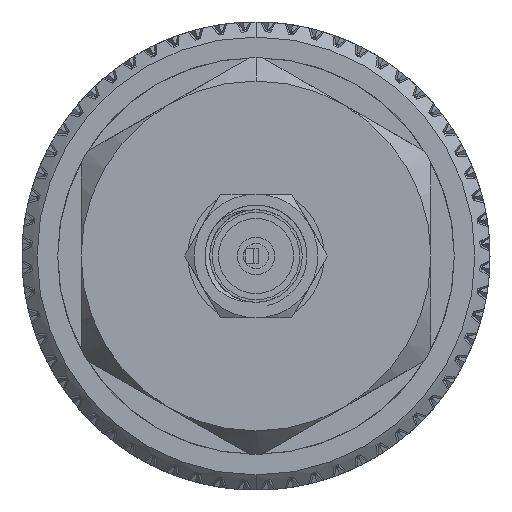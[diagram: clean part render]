
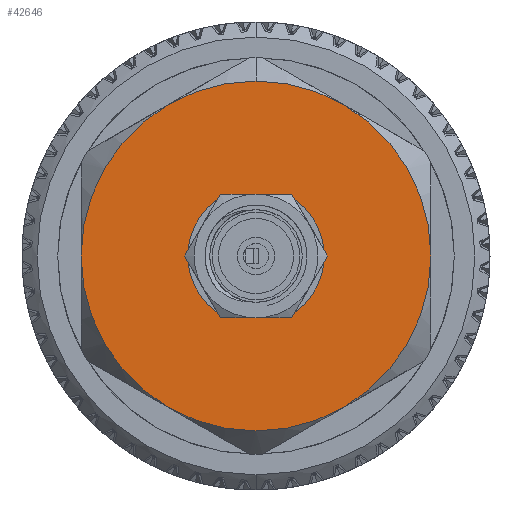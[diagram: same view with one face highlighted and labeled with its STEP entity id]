
A CAD part, left-side view. The second image highlights one B-rep face of the part: STEP entity #42646.
In plain terms, the highlighted face is planar.
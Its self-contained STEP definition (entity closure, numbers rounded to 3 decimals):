
#1059 = AXIS2_PLACEMENT_3D ( 'NONE', #32444, #50976, #60269 ) ;
#2244 = AXIS2_PLACEMENT_3D ( 'NONE', #34354, #52532, #61398 ) ;
#2753 = CIRCLE ( 'NONE', #44679, 5.602 ) ;
#4866 = EDGE_CURVE ( 'NONE', #103420, #40792, #2753, .T. ) ;
#7055 = CIRCLE ( 'NONE', #40657, 5.602 ) ;
#7565 = ORIENTED_EDGE ( 'NONE', *, *, #75087, .T. ) ;
#10401 = CARTESIAN_POINT ( 'NONE',  ( 26.67, -5.602, 0. ) ) ;
#18644 = VERTEX_POINT ( 'NONE', #77410 ) ;
#19040 = CIRCLE ( 'NONE', #22277, 5.602 ) ;
#20301 = CARTESIAN_POINT ( 'NONE',  ( 26.67, -2.801, -4.851 ) ) ;
#22277 = AXIS2_PLACEMENT_3D ( 'NONE', #96913, #50108, #87180 ) ;
#25431 = ORIENTED_EDGE ( 'NONE', *, *, #46061, .T. ) ;
#25838 = AXIS2_PLACEMENT_3D ( 'NONE', #110010, #77613, #28921 ) ;
#26679 = VERTEX_POINT ( 'NONE', #82653 ) ;
#28921 = DIRECTION ( 'NONE',  ( 0., 0., -1. ) ) ;
#28975 = CIRCLE ( 'NONE', #2244, 5.602 ) ;
#30423 = ORIENTED_EDGE ( 'NONE', *, *, #93963, .T. ) ;
#32347 = CARTESIAN_POINT ( 'NONE',  ( 26.67, 5.602, 0. ) ) ;
#32444 = CARTESIAN_POINT ( 'NONE',  ( 26.67, 6.35, 0. ) ) ;
#34354 = CARTESIAN_POINT ( 'NONE',  ( 26.67, 0., 0. ) ) ;
#35635 = DIRECTION ( 'NONE',  ( 1., 0., 0. ) ) ;
#39387 = EDGE_CURVE ( 'NONE', #26679, #61109, #19040, .T. ) ;
#40657 = AXIS2_PLACEMENT_3D ( 'NONE', #116412, #72411, #99458 ) ;
#40792 = VERTEX_POINT ( 'NONE', #113892 ) ;
#40975 = ORIENTED_EDGE ( 'NONE', *, *, #48688, .T. ) ;
#42646 = ADVANCED_FACE ( 'NONE', ( #112393 ), #96553, .F. ) ;
#44679 = AXIS2_PLACEMENT_3D ( 'NONE', #90897, #35635, #54243 ) ;
#46061 = EDGE_CURVE ( 'NONE', #40792, #18644, #28975, .T. ) ;
#48688 = EDGE_CURVE ( 'NONE', #61109, #103420, #95224, .T. ) ;
#50108 = DIRECTION ( 'NONE',  ( 1., 0., 0. ) ) ;
#50976 = DIRECTION ( 'NONE',  ( -1., 0., 0. ) ) ;
#52532 = DIRECTION ( 'NONE',  ( 1., 0., 0. ) ) ;
#54243 = DIRECTION ( 'NONE',  ( 0., 0., -1. ) ) ;
#58703 = VERTEX_POINT ( 'NONE', #20301 ) ;
#60223 = DIRECTION ( 'NONE',  ( 0., 0., -1. ) ) ;
#60269 = DIRECTION ( 'NONE',  ( 0., 0., 1. ) ) ;
#61109 = VERTEX_POINT ( 'NONE', #105317 ) ;
#61398 = DIRECTION ( 'NONE',  ( 0., 0., -1. ) ) ;
#62817 = DIRECTION ( 'NONE',  ( 0., 0., -1. ) ) ;
#64235 = ORIENTED_EDGE ( 'NONE', *, *, #39387, .T. ) ;
#70282 = DIRECTION ( 'NONE',  ( 1., 0., 0. ) ) ;
#72060 = DIRECTION ( 'NONE',  ( 1., 0., 0. ) ) ;
#72411 = DIRECTION ( 'NONE',  ( 1., 0., 0. ) ) ;
#73111 = ORIENTED_EDGE ( 'NONE', *, *, #4866, .T. ) ;
#74472 = ORIENTED_EDGE ( 'NONE', *, *, #93649, .T. ) ;
#75087 = EDGE_CURVE ( 'NONE', #79844, #58703, #7055, .T. ) ;
#77410 = CARTESIAN_POINT ( 'NONE',  ( 26.67, -2.801, 4.851 ) ) ;
#77613 = DIRECTION ( 'NONE',  ( 1., 0., 0. ) ) ;
#79378 = AXIS2_PLACEMENT_3D ( 'NONE', #88385, #70282, #60223 ) ;
#79844 = VERTEX_POINT ( 'NONE', #10401 ) ;
#82653 = CARTESIAN_POINT ( 'NONE',  ( 26.67, 0., -5.602 ) ) ;
#82755 = CIRCLE ( 'NONE', #100317, 5.602 ) ;
#87180 = DIRECTION ( 'NONE',  ( 0., 0., -1. ) ) ;
#88385 = CARTESIAN_POINT ( 'NONE',  ( 26.67, 0., 0. ) ) ;
#90897 = CARTESIAN_POINT ( 'NONE',  ( 26.67, 0., 0. ) ) ;
#91300 = CIRCLE ( 'NONE', #79378, 5.602 ) ;
#93649 = EDGE_CURVE ( 'NONE', #18644, #79844, #82755, .T. ) ;
#93963 = EDGE_CURVE ( 'NONE', #58703, #26679, #91300, .T. ) ;
#95224 = CIRCLE ( 'NONE', #25838, 5.602 ) ;
#96553 = PLANE ( 'NONE',  #1059 ) ;
#96913 = CARTESIAN_POINT ( 'NONE',  ( 26.67, 0., 0. ) ) ;
#99458 = DIRECTION ( 'NONE',  ( 0., 0., -1. ) ) ;
#100317 = AXIS2_PLACEMENT_3D ( 'NONE', #100329, #72060, #62817 ) ;
#100329 = CARTESIAN_POINT ( 'NONE',  ( 26.67, 0., 0. ) ) ;
#103420 = VERTEX_POINT ( 'NONE', #32347 ) ;
#105317 = CARTESIAN_POINT ( 'NONE',  ( 26.67, 2.801, -4.851 ) ) ;
#110010 = CARTESIAN_POINT ( 'NONE',  ( 26.67, 0., 0. ) ) ;
#112393 = FACE_OUTER_BOUND ( 'NONE', #112983, .T. ) ;
#112983 = EDGE_LOOP ( 'NONE', ( #73111, #25431, #74472, #7565, #30423, #64235, #40975 ) ) ;
#113892 = CARTESIAN_POINT ( 'NONE',  ( 26.67, 2.801, 4.851 ) ) ;
#116412 = CARTESIAN_POINT ( 'NONE',  ( 26.67, 0., 0. ) ) ;
